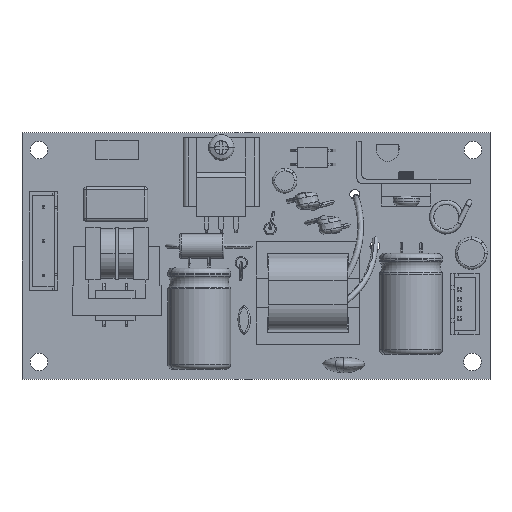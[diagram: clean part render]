
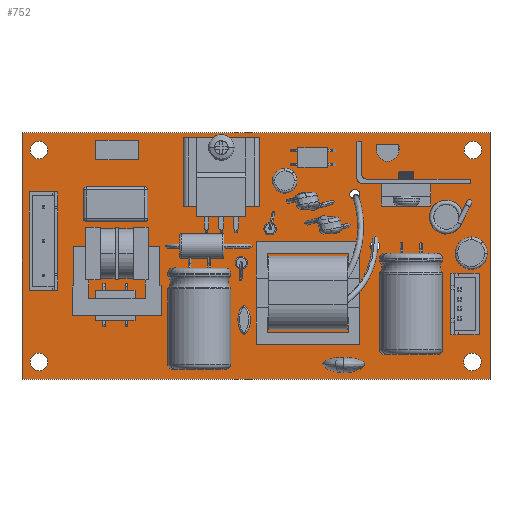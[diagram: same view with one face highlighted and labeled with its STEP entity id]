
A CAD part, top view. The second image highlights one B-rep face of the part: STEP entity #752.
In plain terms, the highlighted planar face has unit normal (0, 0, 1).
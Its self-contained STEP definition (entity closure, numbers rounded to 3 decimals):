
#96=CARTESIAN_POINT('',(214.23,189.7,0.));
#97=DIRECTION('',(0.,0.,1.));
#98=DIRECTION('',(-1.,0.,0.));
#99=AXIS2_PLACEMENT_3D('',#96,#97,#98);
#105=CARTESIAN_POINT('',(214.23,189.7,0.));
#106=DIRECTION('',(0.,0.,1.));
#107=DIRECTION('',(1.,0.,0.));
#108=AXIS2_PLACEMENT_3D('',#105,#106,#107);
#113=CARTESIAN_POINT('',(214.23,232.7,0.));
#114=DIRECTION('',(0.,0.,1.));
#115=DIRECTION('',(-1.,0.,0.));
#116=AXIS2_PLACEMENT_3D('',#113,#114,#115);
#121=CARTESIAN_POINT('',(214.23,232.7,0.));
#122=DIRECTION('',(0.,0.,1.));
#123=DIRECTION('',(1.,0.,0.));
#124=AXIS2_PLACEMENT_3D('',#121,#122,#123);
#129=CARTESIAN_POINT('',(302.33,232.7,0.));
#130=DIRECTION('',(0.,0.,1.));
#131=DIRECTION('',(-1.,0.,0.));
#132=AXIS2_PLACEMENT_3D('',#129,#130,#131);
#137=CARTESIAN_POINT('',(302.33,232.7,0.));
#138=DIRECTION('',(0.,0.,1.));
#139=DIRECTION('',(1.,0.,0.));
#140=AXIS2_PLACEMENT_3D('',#137,#138,#139);
#145=CARTESIAN_POINT('',(302.23,189.7,0.));
#146=DIRECTION('',(0.,0.,1.));
#147=DIRECTION('',(-1.,0.,0.));
#148=AXIS2_PLACEMENT_3D('',#145,#146,#147);
#153=CARTESIAN_POINT('',(302.23,189.7,0.));
#154=DIRECTION('',(0.,0.,1.));
#155=DIRECTION('',(1.,0.,0.));
#156=AXIS2_PLACEMENT_3D('',#153,#154,#155);
#161=CARTESIAN_POINT('',(302.98,211.74,0.));
#162=DIRECTION('',(0.,0.,1.));
#163=DIRECTION('',(-1.,0.,0.));
#164=AXIS2_PLACEMENT_3D('',#161,#162,#163);
#169=CARTESIAN_POINT('',(302.98,211.74,0.));
#170=DIRECTION('',(0.,0.,1.));
#171=DIRECTION('',(1.,0.,0.));
#172=AXIS2_PLACEMENT_3D('',#169,#170,#171);
#177=CARTESIAN_POINT('',(300.98,211.74,0.));
#178=DIRECTION('',(0.,0.,1.));
#179=DIRECTION('',(-1.,0.,0.));
#180=AXIS2_PLACEMENT_3D('',#177,#178,#179);
#185=CARTESIAN_POINT('',(300.98,211.74,0.));
#186=DIRECTION('',(0.,0.,1.));
#187=DIRECTION('',(1.,0.,0.));
#188=AXIS2_PLACEMENT_3D('',#185,#186,#187);
#193=CARTESIAN_POINT('',(265.12,226.46,0.));
#194=DIRECTION('',(0.,0.,1.));
#195=DIRECTION('',(-1.,0.,0.));
#196=AXIS2_PLACEMENT_3D('',#193,#194,#195);
#201=CARTESIAN_POINT('',(265.12,226.46,0.));
#202=DIRECTION('',(0.,0.,1.));
#203=DIRECTION('',(1.,0.,0.));
#204=AXIS2_PLACEMENT_3D('',#201,#202,#203);
#209=DIRECTION('',(0.,1.,0.));
#210=VECTOR('',#209,50.);
#211=CARTESIAN_POINT('',(210.8,186.2,0.));
#212=LINE('',#211,#210);
#216=DIRECTION('',(1.,0.,0.));
#217=VECTOR('',#216,95.);
#218=CARTESIAN_POINT('',(210.8,236.2,0.));
#219=LINE('',#218,#217);
#223=DIRECTION('',(0.,-1.,0.));
#224=VECTOR('',#223,50.);
#225=CARTESIAN_POINT('',(305.8,236.2,0.));
#226=LINE('',#225,#224);
#230=DIRECTION('',(-1.,0.,0.));
#231=VECTOR('',#230,95.);
#232=CARTESIAN_POINT('',(305.8,186.2,0.));
#233=LINE('',#232,#231);
#237=CARTESIAN_POINT('',(282.43,213.2,0.));
#238=DIRECTION('',(0.,0.,1.));
#239=DIRECTION('',(1.,0.,0.));
#240=AXIS2_PLACEMENT_3D('',#237,#238,#239);
#245=CARTESIAN_POINT('',(282.43,213.2,0.));
#246=DIRECTION('',(0.,0.,1.));
#247=DIRECTION('',(-1.,0.,0.));
#248=AXIS2_PLACEMENT_3D('',#245,#246,#247);
#253=CARTESIAN_POINT('',(278.36,223.71,0.));
#254=DIRECTION('',(0.,0.,1.));
#255=DIRECTION('',(1.,0.,0.));
#256=AXIS2_PLACEMENT_3D('',#253,#254,#255);
#261=CARTESIAN_POINT('',(278.36,223.71,0.));
#262=DIRECTION('',(0.,0.,1.));
#263=DIRECTION('',(-1.,0.,0.));
#264=AXIS2_PLACEMENT_3D('',#261,#262,#263);
#595=CARTESIAN_POINT('',(212.43,189.7,0.));
#596=CARTESIAN_POINT('',(216.03,189.7,0.));
#597=VERTEX_POINT('',#595);
#598=VERTEX_POINT('',#596);
#599=CARTESIAN_POINT('',(212.43,232.7,0.));
#600=CARTESIAN_POINT('',(216.03,232.7,0.));
#601=VERTEX_POINT('',#599);
#602=VERTEX_POINT('',#600);
#603=CARTESIAN_POINT('',(300.53,232.7,0.));
#604=CARTESIAN_POINT('',(304.13,232.7,0.));
#605=VERTEX_POINT('',#603);
#606=VERTEX_POINT('',#604);
#607=CARTESIAN_POINT('',(300.43,189.7,0.));
#608=CARTESIAN_POINT('',(304.03,189.7,0.));
#609=VERTEX_POINT('',#607);
#610=VERTEX_POINT('',#608);
#611=CARTESIAN_POINT('',(210.8,186.2,0.));
#612=CARTESIAN_POINT('',(210.8,236.2,0.));
#613=VERTEX_POINT('',#611);
#614=VERTEX_POINT('',#612);
#615=CARTESIAN_POINT('',(305.8,236.2,0.));
#616=VERTEX_POINT('',#615);
#617=CARTESIAN_POINT('',(305.8,186.2,0.));
#618=VERTEX_POINT('',#617);
#643=CARTESIAN_POINT('',(302.622,211.74,0.));
#644=CARTESIAN_POINT('',(303.338,211.74,0.));
#645=VERTEX_POINT('',#643);
#646=VERTEX_POINT('',#644);
#651=CARTESIAN_POINT('',(300.622,211.74,0.));
#652=CARTESIAN_POINT('',(301.338,211.74,0.));
#653=VERTEX_POINT('',#651);
#654=VERTEX_POINT('',#652);
#659=CARTESIAN_POINT('',(264.87,226.46,0.));
#660=CARTESIAN_POINT('',(265.37,226.46,0.));
#661=VERTEX_POINT('',#659);
#662=VERTEX_POINT('',#660);
#667=CARTESIAN_POINT('',(283.43,213.2,0.));
#668=CARTESIAN_POINT('',(281.43,213.2,0.));
#669=VERTEX_POINT('',#667);
#670=VERTEX_POINT('',#668);
#671=CARTESIAN_POINT('',(279.36,223.71,0.));
#672=CARTESIAN_POINT('',(277.36,223.71,0.));
#673=VERTEX_POINT('',#671);
#674=VERTEX_POINT('',#672);
#683=CARTESIAN_POINT('',(0.,0.,0.));
#684=DIRECTION('',(0.,0.,-1.));
#685=DIRECTION('',(-1.,0.,0.));
#686=AXIS2_PLACEMENT_3D('',#683,#684,#685);
#687=PLANE('',#686);
#689=ORIENTED_EDGE('',*,*,#688,.T.);
#691=ORIENTED_EDGE('',*,*,#690,.T.);
#693=ORIENTED_EDGE('',*,*,#692,.T.);
#695=ORIENTED_EDGE('',*,*,#694,.T.);
#696=EDGE_LOOP('',(#689,#691,#693,#695));
#697=FACE_OUTER_BOUND('',#696,.F.);
#699=ORIENTED_EDGE('',*,*,#698,.T.);
#701=ORIENTED_EDGE('',*,*,#700,.T.);
#702=EDGE_LOOP('',(#699,#701));
#703=FACE_BOUND('',#702,.F.);
#705=ORIENTED_EDGE('',*,*,#704,.T.);
#707=ORIENTED_EDGE('',*,*,#706,.T.);
#708=EDGE_LOOP('',(#705,#707));
#709=FACE_BOUND('',#708,.F.);
#711=ORIENTED_EDGE('',*,*,#710,.T.);
#713=ORIENTED_EDGE('',*,*,#712,.T.);
#714=EDGE_LOOP('',(#711,#713));
#715=FACE_BOUND('',#714,.F.);
#717=ORIENTED_EDGE('',*,*,#716,.T.);
#719=ORIENTED_EDGE('',*,*,#718,.T.);
#720=EDGE_LOOP('',(#717,#719));
#721=FACE_BOUND('',#720,.F.);
#723=ORIENTED_EDGE('',*,*,#722,.T.);
#725=ORIENTED_EDGE('',*,*,#724,.T.);
#726=EDGE_LOOP('',(#723,#725));
#727=FACE_BOUND('',#726,.F.);
#729=ORIENTED_EDGE('',*,*,#728,.T.);
#731=ORIENTED_EDGE('',*,*,#730,.T.);
#732=EDGE_LOOP('',(#729,#731));
#733=FACE_BOUND('',#732,.F.);
#735=ORIENTED_EDGE('',*,*,#734,.T.);
#737=ORIENTED_EDGE('',*,*,#736,.T.);
#738=EDGE_LOOP('',(#735,#737));
#739=FACE_BOUND('',#738,.F.);
#741=ORIENTED_EDGE('',*,*,#740,.T.);
#743=ORIENTED_EDGE('',*,*,#742,.T.);
#744=EDGE_LOOP('',(#741,#743));
#745=FACE_BOUND('',#744,.F.);
#747=ORIENTED_EDGE('',*,*,#746,.T.);
#749=ORIENTED_EDGE('',*,*,#748,.T.);
#750=EDGE_LOOP('',(#747,#749));
#751=FACE_BOUND('',#750,.F.);
#100=CIRCLE('',#99,1.8);
#109=CIRCLE('',#108,1.8);
#117=CIRCLE('',#116,1.8);
#125=CIRCLE('',#124,1.8);
#133=CIRCLE('',#132,1.8);
#141=CIRCLE('',#140,1.8);
#149=CIRCLE('',#148,1.8);
#157=CIRCLE('',#156,1.8);
#165=CIRCLE('',#164,0.358);
#173=CIRCLE('',#172,0.358);
#181=CIRCLE('',#180,0.358);
#189=CIRCLE('',#188,0.358);
#197=CIRCLE('',#196,0.25);
#205=CIRCLE('',#204,0.25);
#241=CIRCLE('',#240,1.);
#249=CIRCLE('',#248,1.);
#257=CIRCLE('',#256,1.);
#265=CIRCLE('',#264,1.);
#688=EDGE_CURVE('',#613,#614,#212,.T.);
#690=EDGE_CURVE('',#614,#616,#219,.T.);
#692=EDGE_CURVE('',#616,#618,#226,.T.);
#694=EDGE_CURVE('',#618,#613,#233,.T.);
#698=EDGE_CURVE('',#601,#602,#117,.T.);
#700=EDGE_CURVE('',#602,#601,#125,.T.);
#704=EDGE_CURVE('',#605,#606,#133,.T.);
#706=EDGE_CURVE('',#606,#605,#141,.T.);
#710=EDGE_CURVE('',#609,#610,#149,.T.);
#712=EDGE_CURVE('',#610,#609,#157,.T.);
#716=EDGE_CURVE('',#645,#646,#165,.T.);
#718=EDGE_CURVE('',#646,#645,#173,.T.);
#722=EDGE_CURVE('',#653,#654,#181,.T.);
#724=EDGE_CURVE('',#654,#653,#189,.T.);
#728=EDGE_CURVE('',#661,#662,#197,.T.);
#730=EDGE_CURVE('',#662,#661,#205,.T.);
#734=EDGE_CURVE('',#597,#598,#100,.T.);
#736=EDGE_CURVE('',#598,#597,#109,.T.);
#740=EDGE_CURVE('',#669,#670,#241,.T.);
#742=EDGE_CURVE('',#670,#669,#249,.T.);
#746=EDGE_CURVE('',#673,#674,#257,.T.);
#748=EDGE_CURVE('',#674,#673,#265,.T.);
#752=ADVANCED_FACE('',(#697,#703,#709,#715,#721,#727,#733,#739,#745,#751),#687,
.F.);
